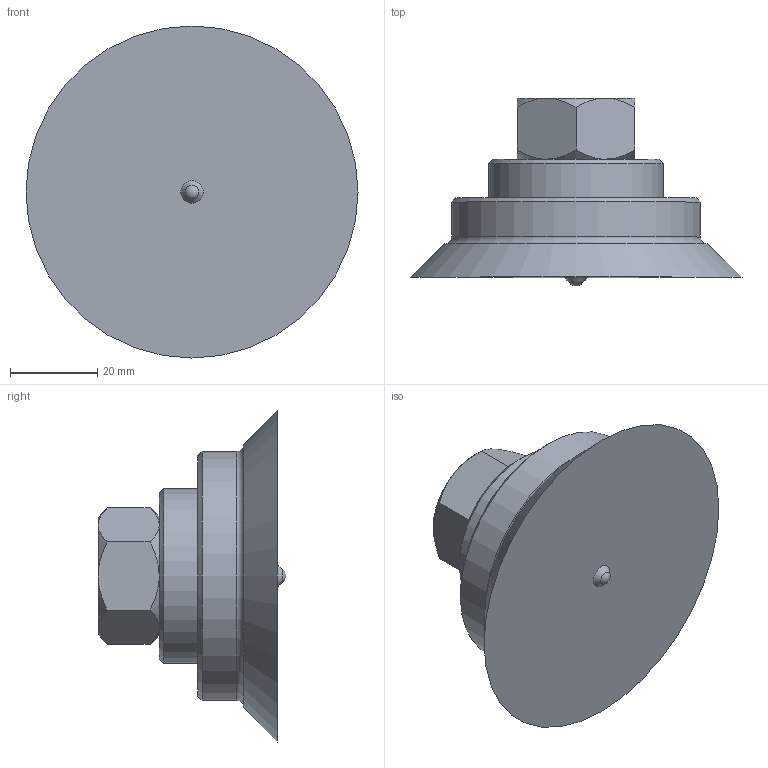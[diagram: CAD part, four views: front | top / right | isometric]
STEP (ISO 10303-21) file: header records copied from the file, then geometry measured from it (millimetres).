
FILE_DESCRIPTION(/* description */ (''),/* implementation_level */ '2;1');
FILE_NAME(/* name */ 'vzv75nit.stp',/* time_stamp */ '2020-12-10T10:35:33+01:00',/* author */ ('enginyeria'),/* organization */ (''),/* preprocessor_version */ 'ST-DEVELOPER v17.2',/* originating_system */ 'Autodesk Inventor 2019',/* authorisation */ '');
FILE_SCHEMA (('CONFIG_CONTROL_DESIGN'));
Length unit declared in the file: millimetre
Products named in the file (1): vzv75nit
Bounding box: 76 x 43 x 76 mm (x, y, z)
Volume: 70570.5 mm3; surface area: 14638.8 mm2
Topology: 1 solids, 1 shells, 33 faces, 78 edges, 51 vertices
Faces by surface type: cone 17, plane 11, cylinder 3, torus 1, sphere 1
Full cylindrical faces by diameter (mm): 18.631 x1, 40 x1, 57 x1
Entity records: 1011 total; most frequent: CARTESIAN_POINT 211, DIRECTION 162, ORIENTED_EDGE 156, EDGE_CURVE 78, AXIS2_PLACEMENT_3D 74, VERTEX_POINT 51, CIRCLE 40, EDGE_LOOP 37
